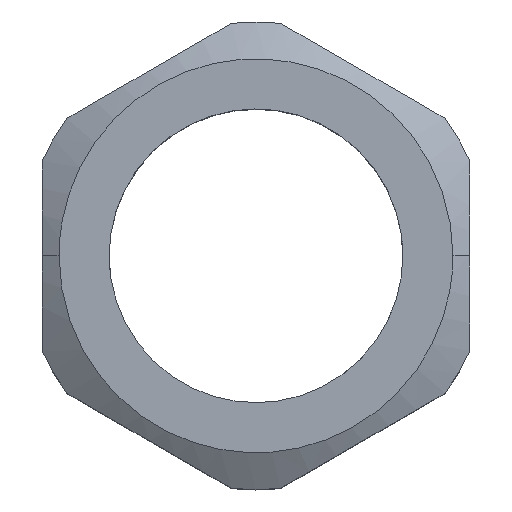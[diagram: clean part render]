
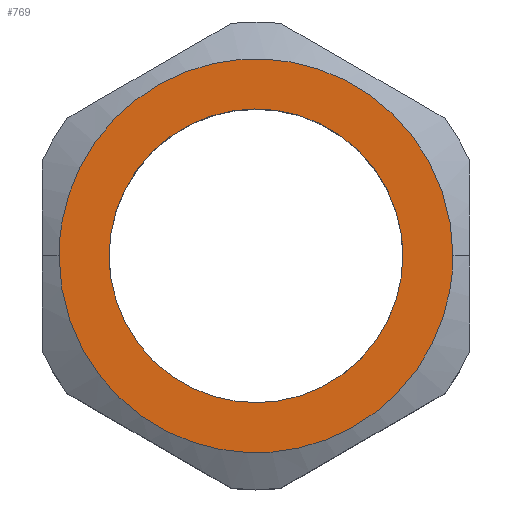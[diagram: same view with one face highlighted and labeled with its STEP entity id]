
A CAD part, top view. The second image highlights one B-rep face of the part: STEP entity #769.
In plain terms, the highlighted free-form (B-spline) face has degree [1, 1] with [2, 2] control points.
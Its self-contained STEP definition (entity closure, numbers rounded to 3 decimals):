
#112 = VERTEX_POINT('', #113);
#113 = CARTESIAN_POINT('', (14.75, 0., 18.));
#175 = VERTEX_POINT('', #176);
#176 = CARTESIAN_POINT('', (-14.75, 0., 18.));
#181 = EDGE_CURVE('', #112, #175, #182, .T.);
#182 = (
   BOUNDED_CURVE ()
   B_SPLINE_CURVE (2, (#183, #184, #185, #186, #187), .UNSPECIFIED., .F., .U.)
   B_SPLINE_CURVE_WITH_KNOTS ((3, 2, 3), (0., 90., 180.), .UNSPECIFIED.)
   CURVE ()
   GEOMETRIC_REPRESENTATION_ITEM ()
   RATIONAL_B_SPLINE_CURVE ((1., 0.707, 1., 0.707, 1.))
   REPRESENTATION_ITEM ('')
);
#183 = CARTESIAN_POINT('', (14.75, 0., 18.));
#184 = CARTESIAN_POINT('', (14.75, 14.75, 18.));
#185 = CARTESIAN_POINT('', (0., 14.75, 18.));
#186 = CARTESIAN_POINT('', (-14.75, 14.75, 18.));
#187 = CARTESIAN_POINT('', (-14.75, 0., 18.));
#212 = VERTEX_POINT('', #213);
#213 = CARTESIAN_POINT('', (11., 0., 18.));
#220 = EDGE_CURVE('', #221, #212, #223, .T.);
#221 = VERTEX_POINT('', #222);
#222 = CARTESIAN_POINT('', (-11., 0., 18.));
#223 = (
   BOUNDED_CURVE ()
   B_SPLINE_CURVE (2, (#224, #225, #226, #227, #228), .UNSPECIFIED., .F., .U.)
   B_SPLINE_CURVE_WITH_KNOTS ((3, 2, 3), (180., 270., 360.), .UNSPECIFIED.)
   CURVE ()
   GEOMETRIC_REPRESENTATION_ITEM ()
   RATIONAL_B_SPLINE_CURVE ((1., 0.707, 1., 0.707, 1.))
   REPRESENTATION_ITEM ('')
);
#224 = CARTESIAN_POINT('', (-11., 0., 18.));
#225 = CARTESIAN_POINT('', (-11., 11., 18.));
#226 = CARTESIAN_POINT('', (0., 11., 18.));
#227 = CARTESIAN_POINT('', (11., 11., 18.));
#228 = CARTESIAN_POINT('', (11., 0., 18.));
#277 = EDGE_CURVE('', #212, #221, #278, .T.);
#278 = (
   BOUNDED_CURVE ()
   B_SPLINE_CURVE (2, (#279, #280, #281, #282, #283), .UNSPECIFIED., .F., .U.)
   B_SPLINE_CURVE_WITH_KNOTS ((3, 2, 3), (0., 90., 180.), .UNSPECIFIED.)
   CURVE ()
   GEOMETRIC_REPRESENTATION_ITEM ()
   RATIONAL_B_SPLINE_CURVE ((1., 0.707, 1., 0.707, 1.))
   REPRESENTATION_ITEM ('')
);
#279 = CARTESIAN_POINT('', (11., 0., 18.));
#280 = CARTESIAN_POINT('', (11., -11., 18.));
#281 = CARTESIAN_POINT('', (0., -11., 18.));
#282 = CARTESIAN_POINT('', (-11., -11., 18.));
#283 = CARTESIAN_POINT('', (-11., 0., 18.));
#308 = EDGE_CURVE('', #175, #112, #309, .T.);
#309 = (
   BOUNDED_CURVE ()
   B_SPLINE_CURVE (2, (#310, #311, #312, #313, #314), .UNSPECIFIED., .F., .U.)
   B_SPLINE_CURVE_WITH_KNOTS ((3, 2, 3), (180., 270., 360.), .UNSPECIFIED.)
   CURVE ()
   GEOMETRIC_REPRESENTATION_ITEM ()
   RATIONAL_B_SPLINE_CURVE ((1., 0.707, 1., 0.707, 1.))
   REPRESENTATION_ITEM ('')
);
#310 = CARTESIAN_POINT('', (-14.75, 0., 18.));
#311 = CARTESIAN_POINT('', (-14.75, -14.75, 18.));
#312 = CARTESIAN_POINT('', (0., -14.75, 18.));
#313 = CARTESIAN_POINT('', (14.75, -14.75, 18.));
#314 = CARTESIAN_POINT('', (14.75, 0., 18.));
#769 = ADVANCED_FACE('', (#770, #774), #778, .T.);
#770 = FACE_OUTER_BOUND('', #771, .T.);
#771 = EDGE_LOOP('', (#772, #773));
#772 = ORIENTED_EDGE('', *, *, #181, .T.);
#773 = ORIENTED_EDGE('', *, *, #308, .T.);
#774 = FACE_BOUND('', #775, .T.);
#775 = EDGE_LOOP('', (#776, #777));
#776 = ORIENTED_EDGE('', *, *, #277, .T.);
#777 = ORIENTED_EDGE('', *, *, #220, .T.);
#778 = B_SPLINE_SURFACE_WITH_KNOTS('', 1, 1, ((#779, #780), (#781, #782)), .UNSPECIFIED., .F., .F., .U., (2, 2), (2, 2), (-14.751, 14.751), (-14.751, 14.751), .UNSPECIFIED.);
#779 = CARTESIAN_POINT('', (-14.751, -14.751, 18.));
#780 = CARTESIAN_POINT('', (-14.751, 14.751, 18.));
#781 = CARTESIAN_POINT('', (14.751, -14.751, 18.));
#782 = CARTESIAN_POINT('', (14.751, 14.751, 18.));
